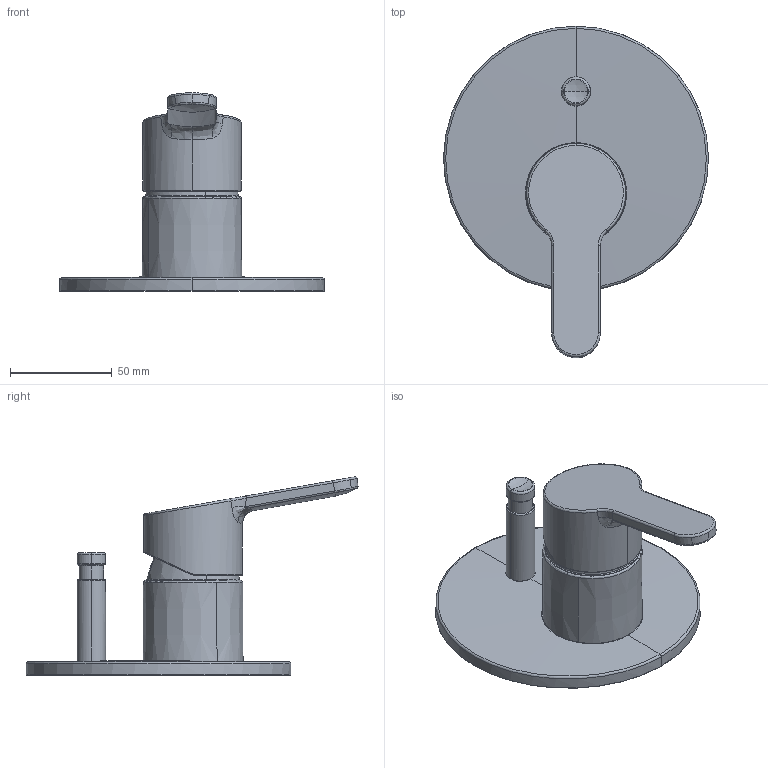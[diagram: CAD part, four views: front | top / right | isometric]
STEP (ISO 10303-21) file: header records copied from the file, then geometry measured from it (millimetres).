
FILE_DESCRIPTION (( 'STEP AP203' ), '1' );
FILE_NAME ('49979003.STEP', '2018-10-10T08:42:57', ( '' ), ( '' ), 'SwSTEP 2.0', 'SolidWorks 2016', '' );
FILE_SCHEMA (( 'CONFIG_CONTROL_DESIGN' ));
Length unit declared in the file: millimetre
Products named in the file (1): 49979003
Bounding box: 130.21 x 163.17 x 97.52 mm (x, y, z)
Volume: 248431.9 mm3; surface area: 46614 mm2
Topology: 1 solids, 1 shells, 80 faces, 192 edges, 120 vertices
Faces by surface type: bspline 32, torus 15, cylinder 14, plane 11, cone 4, sphere 4
Entity records: 6156 total; most frequent: CARTESIAN_POINT 4513, ORIENTED_EDGE 384, DIRECTION 239, EDGE_CURVE 192, VERTEX_POINT 120, AXIS2_PLACEMENT_3D 108, B_SPLINE_CURVE_WITH_KNOTS 94, EDGE_LOOP 86
